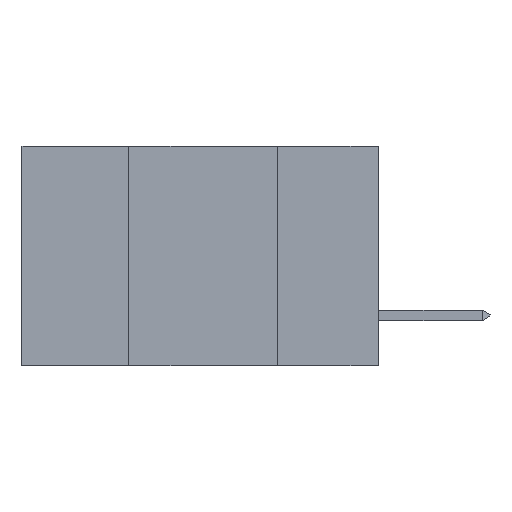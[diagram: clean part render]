
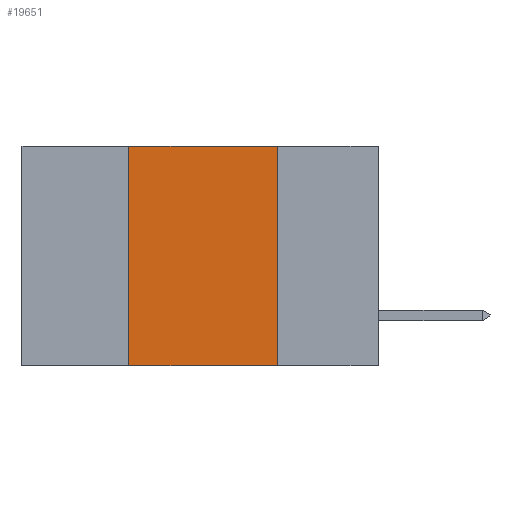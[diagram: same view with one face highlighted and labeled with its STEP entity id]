
A CAD part, left-side view. The second image highlights one B-rep face of the part: STEP entity #19651.
In plain terms, the highlighted planar face has unit normal (-1, 0, 0).
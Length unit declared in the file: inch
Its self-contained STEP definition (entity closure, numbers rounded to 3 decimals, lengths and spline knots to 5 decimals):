
#53 = CARTESIAN_POINT ( 'NONE',  ( 0., 0.42, -0.37 ) ) ;
#2664 = CARTESIAN_POINT ( 'NONE',  ( 0., 0.17, 0. ) ) ;
#2892 = EDGE_CURVE ( 'NONE', #11506, #15769, #16758, .T. ) ;
#4737 = VECTOR ( 'NONE', #31036, 39.37008 ) ;
#5597 = CARTESIAN_POINT ( 'NONE',  ( 0., 0.6, 0. ) ) ;
#6176 = CARTESIAN_POINT ( 'NONE',  ( 0., 0.17, 0. ) ) ;
#7991 = CARTESIAN_POINT ( 'NONE',  ( 0., 0.42, 0. ) ) ;
#8110 = CARTESIAN_POINT ( 'NONE',  ( 0., 0.6, 0. ) ) ;
#8478 = ORIENTED_EDGE ( 'NONE', *, *, #25029, .T. ) ;
#10701 = DIRECTION ( 'NONE',  ( 0., 0., -1. ) ) ;
#11138 = EDGE_LOOP ( 'NONE', ( #18828, #19859, #16328, #8478 ) ) ;
#11506 = VERTEX_POINT ( 'NONE', #6176 ) ;
#11596 = LINE ( 'NONE', #5597, #4737 ) ;
#13213 = VERTEX_POINT ( 'NONE', #7991 ) ;
#13472 = FACE_OUTER_BOUND ( 'NONE', #11138, .T. ) ;
#14079 = DIRECTION ( 'NONE',  ( 0., -1., 0. ) ) ;
#14192 = CARTESIAN_POINT ( 'NONE',  ( 0., 0.6, -0.37 ) ) ;
#14671 = LINE ( 'NONE', #14192, #29863 ) ;
#15769 = VERTEX_POINT ( 'NONE', #16897 ) ;
#16328 = ORIENTED_EDGE ( 'NONE', *, *, #16775, .F. ) ;
#16758 = LINE ( 'NONE', #2664, #22749 ) ;
#16775 = EDGE_CURVE ( 'NONE', #30169, #13213, #17620, .T. ) ;
#16897 = CARTESIAN_POINT ( 'NONE',  ( 0., 0.17, -0.37 ) ) ;
#17620 = LINE ( 'NONE', #27242, #22824 ) ;
#18828 = ORIENTED_EDGE ( 'NONE', *, *, #2892, .F. ) ;
#19651 = ADVANCED_FACE ( 'NONE', ( #13472 ), #28807, .F. ) ;
#19859 = ORIENTED_EDGE ( 'NONE', *, *, #30234, .F. ) ;
#20172 = DIRECTION ( 'NONE',  ( 0., 0., -1. ) ) ;
#22209 = DIRECTION ( 'NONE',  ( 0., 0., 1. ) ) ;
#22749 = VECTOR ( 'NONE', #20172, 39.37008 ) ;
#22824 = VECTOR ( 'NONE', #22209, 39.37008 ) ;
#23381 = AXIS2_PLACEMENT_3D ( 'NONE', #8110, #31179, #10701 ) ;
#25029 = EDGE_CURVE ( 'NONE', #30169, #15769, #14671, .T. ) ;
#27242 = CARTESIAN_POINT ( 'NONE',  ( 0., 0.42, 0. ) ) ;
#28807 = PLANE ( 'NONE',  #23381 ) ;
#29863 = VECTOR ( 'NONE', #14079, 39.37008 ) ;
#30169 = VERTEX_POINT ( 'NONE', #53 ) ;
#30234 = EDGE_CURVE ( 'NONE', #13213, #11506, #11596, .T. ) ;
#31036 = DIRECTION ( 'NONE',  ( 0., -1., 0. ) ) ;
#31179 = DIRECTION ( 'NONE',  ( 1., 0., 0. ) ) ;
